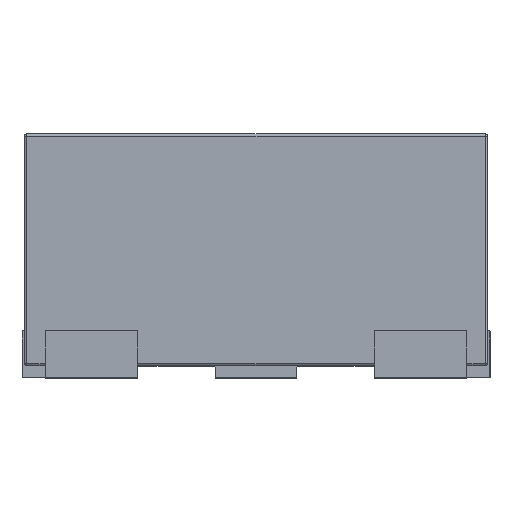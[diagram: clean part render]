
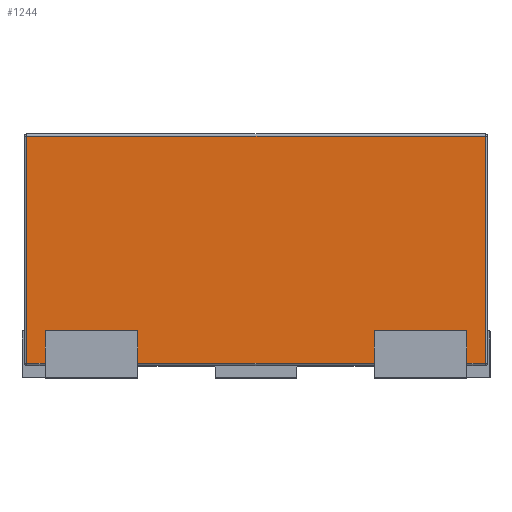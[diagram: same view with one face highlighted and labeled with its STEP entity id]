
A CAD part, top view. The second image highlights one B-rep face of the part: STEP entity #1244.
In plain terms, the highlighted planar face has unit normal (0, 0, 1).
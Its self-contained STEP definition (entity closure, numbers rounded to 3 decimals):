
#6 = LINE ( 'NONE', #375, #3549 ) ;
#84 = CARTESIAN_POINT ( 'NONE',  ( 0.91, 1.05, 1. ) ) ;
#132 = CARTESIAN_POINT ( 'NONE',  ( -0.51, 0.06, 1. ) ) ;
#136 = DIRECTION ( 'NONE',  ( -1., 0., 0. ) ) ;
#144 = CARTESIAN_POINT ( 'NONE',  ( -0.91, 0.2, 1. ) ) ;
#175 = EDGE_CURVE ( 'NONE', #3054, #5284, #4015, .T. ) ;
#178 = EDGE_CURVE ( 'NONE', #3759, #1316, #1096, .T. ) ;
#190 = VERTEX_POINT ( 'NONE', #4461 ) ;
#249 = CARTESIAN_POINT ( 'NONE',  ( -0.99, 0.06, 1. ) ) ;
#287 = LINE ( 'NONE', #1181, #3270 ) ;
#329 = CARTESIAN_POINT ( 'NONE',  ( -0.51, 1.05, 1. ) ) ;
#356 = PLANE ( 'NONE',  #2888 ) ;
#375 = CARTESIAN_POINT ( 'NONE',  ( -0.91, 1.05, 1. ) ) ;
#381 = DIRECTION ( 'NONE',  ( 0., 0., -1. ) ) ;
#423 = EDGE_LOOP ( 'NONE', ( #4543, #2867, #2647, #4692, #2449, #3206, #685, #3432, #3015, #1464, #4769, #4828 ) ) ;
#434 = DIRECTION ( 'NONE',  ( 0., -1., 0. ) ) ;
#506 = LINE ( 'NONE', #2244, #3000 ) ;
#541 = DIRECTION ( 'NONE',  ( 0., 1., 0. ) ) ;
#628 = VECTOR ( 'NONE', #5347, 1000. ) ;
#659 = VECTOR ( 'NONE', #2792, 1000. ) ;
#685 = ORIENTED_EDGE ( 'NONE', *, *, #918, .F. ) ;
#716 = DIRECTION ( 'NONE',  ( 0., 1., 0. ) ) ;
#800 = EDGE_CURVE ( 'NONE', #5284, #5345, #1544, .T. ) ;
#908 = DIRECTION ( 'NONE',  ( -1., 0., 0. ) ) ;
#918 = EDGE_CURVE ( 'NONE', #1191, #1469, #5306, .T. ) ;
#930 = VECTOR ( 'NONE', #2313, 1000. ) ;
#1061 = CARTESIAN_POINT ( 'NONE',  ( 0., 1.04, 1. ) ) ;
#1075 = CARTESIAN_POINT ( 'NONE',  ( -1., 0.2, 1. ) ) ;
#1096 = LINE ( 'NONE', #2808, #628 ) ;
#1101 = VERTEX_POINT ( 'NONE', #3552 ) ;
#1131 = VERTEX_POINT ( 'NONE', #132 ) ;
#1181 = CARTESIAN_POINT ( 'NONE',  ( -1., 0.06, 1. ) ) ;
#1191 = VERTEX_POINT ( 'NONE', #4819 ) ;
#1244 = ADVANCED_FACE ( 'NONE', ( #3039 ), #356, .F. ) ;
#1263 = VECTOR ( 'NONE', #5102, 1000. ) ;
#1316 = VERTEX_POINT ( 'NONE', #5476 ) ;
#1464 = ORIENTED_EDGE ( 'NONE', *, *, #1710, .F. ) ;
#1469 = VERTEX_POINT ( 'NONE', #4181 ) ;
#1541 = VECTOR ( 'NONE', #541, 1000. ) ;
#1544 = LINE ( 'NONE', #3223, #4856 ) ;
#1557 = CARTESIAN_POINT ( 'NONE',  ( -0.91, 0.06, 1. ) ) ;
#1560 = LINE ( 'NONE', #329, #4425 ) ;
#1590 = LINE ( 'NONE', #1075, #659 ) ;
#1696 = CARTESIAN_POINT ( 'NONE',  ( -1., 1.05, 1. ) ) ;
#1710 = EDGE_CURVE ( 'NONE', #5345, #3759, #4561, .T. ) ;
#1811 = EDGE_CURVE ( 'NONE', #1316, #1191, #287, .T. ) ;
#1924 = CARTESIAN_POINT ( 'NONE',  ( -0.51, 0.2, 1. ) ) ;
#1960 = EDGE_CURVE ( 'NONE', #1101, #1131, #506, .T. ) ;
#1988 = EDGE_CURVE ( 'NONE', #4415, #2498, #1590, .T. ) ;
#2027 = EDGE_CURVE ( 'NONE', #1131, #4415, #1560, .T. ) ;
#2035 = DIRECTION ( 'NONE',  ( -1., 0., 0. ) ) ;
#2105 = LINE ( 'NONE', #2933, #1263 ) ;
#2244 = CARTESIAN_POINT ( 'NONE',  ( -1., 0.06, 1. ) ) ;
#2313 = DIRECTION ( 'NONE',  ( 1., 0., 0. ) ) ;
#2449 = ORIENTED_EDGE ( 'NONE', *, *, #5565, .F. ) ;
#2498 = VERTEX_POINT ( 'NONE', #144 ) ;
#2593 = DIRECTION ( 'NONE',  ( -1., 0., 0. ) ) ;
#2647 = ORIENTED_EDGE ( 'NONE', *, *, #2027, .F. ) ;
#2759 = DIRECTION ( 'NONE',  ( -1., 0., 0. ) ) ;
#2792 = DIRECTION ( 'NONE',  ( -1., 0., 0. ) ) ;
#2808 = CARTESIAN_POINT ( 'NONE',  ( 0.99, 1.05, 1. ) ) ;
#2867 = ORIENTED_EDGE ( 'NONE', *, *, #1988, .F. ) ;
#2888 = AXIS2_PLACEMENT_3D ( 'NONE', #1696, #381, #2593 ) ;
#2933 = CARTESIAN_POINT ( 'NONE',  ( 0.51, 1.05, 1. ) ) ;
#2973 = VECTOR ( 'NONE', #2759, 1000. ) ;
#2993 = LINE ( 'NONE', #3419, #4436 ) ;
#3000 = VECTOR ( 'NONE', #136, 1000. ) ;
#3015 = ORIENTED_EDGE ( 'NONE', *, *, #178, .F. ) ;
#3039 = FACE_OUTER_BOUND ( 'NONE', #423, .T. ) ;
#3054 = VERTEX_POINT ( 'NONE', #1557 ) ;
#3206 = ORIENTED_EDGE ( 'NONE', *, *, #3749, .F. ) ;
#3223 = CARTESIAN_POINT ( 'NONE',  ( -0.99, 1.05, 1. ) ) ;
#3270 = VECTOR ( 'NONE', #2035, 1000. ) ;
#3419 = CARTESIAN_POINT ( 'NONE',  ( -1., 0.2, 1. ) ) ;
#3432 = ORIENTED_EDGE ( 'NONE', *, *, #1811, .F. ) ;
#3496 = EDGE_CURVE ( 'NONE', #2498, #3054, #6, .T. ) ;
#3549 = VECTOR ( 'NONE', #434, 1000. ) ;
#3552 = CARTESIAN_POINT ( 'NONE',  ( 0.51, 0.06, 1. ) ) ;
#3749 = EDGE_CURVE ( 'NONE', #1469, #190, #2993, .T. ) ;
#3759 = VERTEX_POINT ( 'NONE', #4732 ) ;
#3805 = CARTESIAN_POINT ( 'NONE',  ( -0.99, 1.04, 1. ) ) ;
#3991 = CARTESIAN_POINT ( 'NONE',  ( -1., 0.06, 1. ) ) ;
#4015 = LINE ( 'NONE', #3991, #2973 ) ;
#4137 = DIRECTION ( 'NONE',  ( 0., 1., 0. ) ) ;
#4181 = CARTESIAN_POINT ( 'NONE',  ( 0.91, 0.2, 1. ) ) ;
#4415 = VERTEX_POINT ( 'NONE', #1924 ) ;
#4425 = VECTOR ( 'NONE', #4137, 1000. ) ;
#4436 = VECTOR ( 'NONE', #908, 1000. ) ;
#4461 = CARTESIAN_POINT ( 'NONE',  ( 0.51, 0.2, 1. ) ) ;
#4543 = ORIENTED_EDGE ( 'NONE', *, *, #3496, .F. ) ;
#4561 = LINE ( 'NONE', #1061, #930 ) ;
#4692 = ORIENTED_EDGE ( 'NONE', *, *, #1960, .F. ) ;
#4732 = CARTESIAN_POINT ( 'NONE',  ( 0.99, 1.04, 1. ) ) ;
#4769 = ORIENTED_EDGE ( 'NONE', *, *, #800, .F. ) ;
#4819 = CARTESIAN_POINT ( 'NONE',  ( 0.91, 0.06, 1. ) ) ;
#4828 = ORIENTED_EDGE ( 'NONE', *, *, #175, .F. ) ;
#4856 = VECTOR ( 'NONE', #716, 1000. ) ;
#5102 = DIRECTION ( 'NONE',  ( 0., -1., 0. ) ) ;
#5284 = VERTEX_POINT ( 'NONE', #249 ) ;
#5306 = LINE ( 'NONE', #84, #1541 ) ;
#5345 = VERTEX_POINT ( 'NONE', #3805 ) ;
#5347 = DIRECTION ( 'NONE',  ( 0., -1., 0. ) ) ;
#5476 = CARTESIAN_POINT ( 'NONE',  ( 0.99, 0.06, 1. ) ) ;
#5565 = EDGE_CURVE ( 'NONE', #190, #1101, #2105, .T. ) ;
